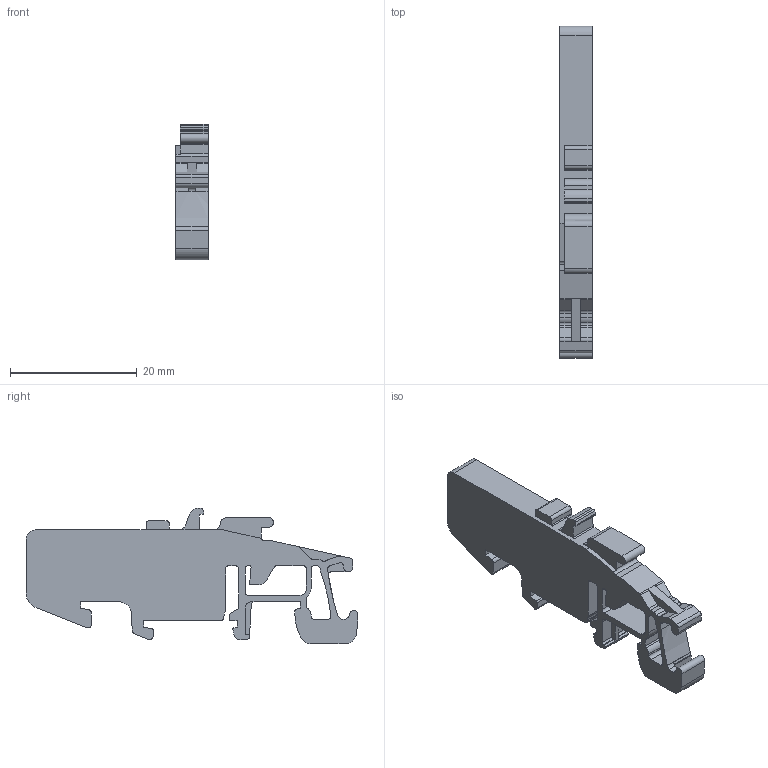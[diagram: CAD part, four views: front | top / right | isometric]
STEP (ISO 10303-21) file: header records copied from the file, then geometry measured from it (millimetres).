
FILE_DESCRIPTION(('CATIA V5 STEP Exchange','CAx-IF Rec.Pracs.--- Model Styling and Organization---1.4--- 2014-01-23'),'2;1');
FILE_NAME ('025837-2_1', '2021-09-21T05:34:41+00:00', ('none'), ('Weidmueller'), 'CATIA Version 5-6 Release 2016 SP3 HF44', 'CATIA V5 STEP AP214', 'none');
FILE_SCHEMA(('AUTOMOTIVE_DESIGN { 1 0 10303 214 1 1 1 1 }'));
Length unit declared in the file: millimetre
Products named in the file (1): 1899170000
Bounding box: 5.1 x 52.4 x 21.47 mm (x, y, z)
Volume: 3101.9 mm3; surface area: 2575.7 mm2
Topology: 1 solids, 1 shells, 192 faces, 570 edges, 380 vertices
Faces by surface type: plane 95, cylinder 95, torus 2
Entity records: 6202 total; most frequent: CARTESIAN_POINT 1144, ORIENTED_EDGE 1140, DIRECTION 889, EDGE_CURVE 570, VERTEX_POINT 380, VECTOR 372, LINE 372, AXIS2_PLACEMENT_3D 357
